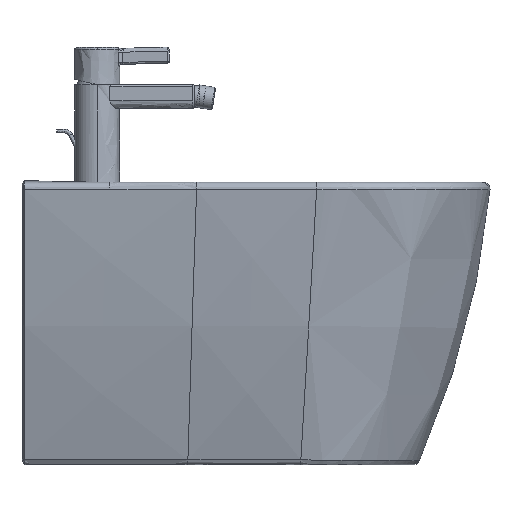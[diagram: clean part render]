
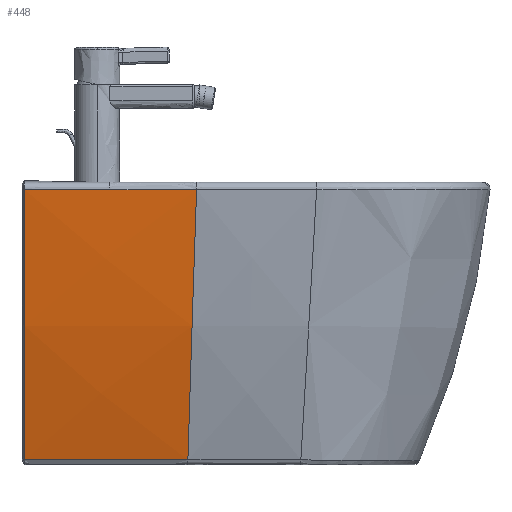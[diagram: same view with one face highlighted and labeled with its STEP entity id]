
A CAD part, left-side view. The second image highlights one B-rep face of the part: STEP entity #448.
In plain terms, the highlighted free-form (B-spline) face has degree [5, 4] with [9, 5] control points.
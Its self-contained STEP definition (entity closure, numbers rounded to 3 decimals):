
#448=ADVANCED_FACE('',(#1012),#8560,.T.);
#1012=FACE_OUTER_BOUND('',#1610,.T.);
#1610=EDGE_LOOP('',(#3722,#3723,#3724,#3725,#3726));
#3722=ORIENTED_EDGE('',*,*,#5640,.F.);
#3723=ORIENTED_EDGE('',*,*,#5528,.T.);
#3724=ORIENTED_EDGE('',*,*,#5641,.T.);
#3725=ORIENTED_EDGE('',*,*,#5642,.T.);
#3726=ORIENTED_EDGE('',*,*,#5643,.T.);
#5528=EDGE_CURVE('',#8170,#8169,#6559,.T.);
#5640=EDGE_CURVE('',#8170,#8172,#6648,.T.);
#5641=EDGE_CURVE('',#8169,#8212,#6649,.T.);
#5642=EDGE_CURVE('',#8212,#8213,#6650,.T.);
#5643=EDGE_CURVE('',#8213,#8172,#6651,.T.);
#6559=B_SPLINE_CURVE_WITH_KNOTS('',5,(#73249,#73250,#73251,#73252,#73253,
#73254,#73255,#73256,#73257,#73258,#73259,#73260,#73261,#73262,#73263,#73264,
#73265,#73266,#73267,#73268,#73269,#73270,#73271,#73272),.UNSPECIFIED.,
 .F.,.F.,(6,3,3,3,3,3,3,6),(102.859,109.599,145.99,
189.691,222.341,282.834,324.284,343.327),
 .UNSPECIFIED.);
#6648=B_SPLINE_CURVE_WITH_KNOTS('',3,(#74217,#74218,#74219,#74220,#74221,
#74222),.UNSPECIFIED.,.F.,.F.,(4,2,4),(111.117,310.842,
510.568),.UNSPECIFIED.);
#6649=B_SPLINE_CURVE_WITH_KNOTS('',4,(#74223,#74224,#74225,#74226,#74227),
 .UNSPECIFIED.,.F.,.F.,(5,5),(5.307,288.213),
 .UNSPECIFIED.);
#6650=B_SPLINE_CURVE_WITH_KNOTS('',3,(#74228,#74229,#74230,#74231),
 .UNSPECIFIED.,.F.,.F.,(4,4),(115.899,242.668),
 .UNSPECIFIED.);
#6651=B_SPLINE_CURVE_WITH_KNOTS('',5,(#74232,#74233,#74234,#74235,#74236,
#74237,#74238,#74239,#74240,#74241,#74242,#74243,#74244,#74245,#74246),
 .UNSPECIFIED.,.F.,.F.,(6,3,3,3,6),(-171.6,-161.716,-141.046,
-110.491,-49.983),.UNSPECIFIED.);
#8169=VERTEX_POINT('',#70228);
#8170=VERTEX_POINT('',#70229);
#8172=VERTEX_POINT('',#70231);
#8212=VERTEX_POINT('',#70271);
#8213=VERTEX_POINT('',#70272);
#8560=B_SPLINE_SURFACE_WITH_KNOTS('',5,4,((#29885,#29886,#29887,#29888,
#29889),(#29890,#29891,#29892,#29893,#29894),(#29895,#29896,#29897,#29898,
#29899),(#29900,#29901,#29902,#29903,#29904),(#29905,#29906,#29907,#29908,
#29909),(#29910,#29911,#29912,#29913,#29914),(#29915,#29916,#29917,#29918,
#29919),(#29920,#29921,#29922,#29923,#29924),(#29925,#29926,#29927,#29928,
#29929)),.UNSPECIFIED.,.F.,.F.,.F.,(6,3,6),(5,5),(0.,92.732,184.591),
(0.,295.867),.UNSPECIFIED.);
#29885=CARTESIAN_POINT('',(-130.313,250.019,-145.83));
#29886=CARTESIAN_POINT('',(-151.418,250.019,-74.942));
#29887=CARTESIAN_POINT('',(-167.863,250.019,-2.666));
#29888=CARTESIAN_POINT('',(-179.509,250.019,70.529));
#29889=CARTESIAN_POINT('',(-186.313,250.019,144.17));
#29890=CARTESIAN_POINT('',(-130.313,232.628,-145.83));
#29891=CARTESIAN_POINT('',(-151.347,231.951,-74.941));
#29892=CARTESIAN_POINT('',(-167.714,231.38,-2.665));
#29893=CARTESIAN_POINT('',(-179.279,230.917,70.529));
#29894=CARTESIAN_POINT('',(-186.001,230.567,144.17));
#29895=CARTESIAN_POINT('',(-130.313,215.246,-145.83));
#29896=CARTESIAN_POINT('',(-151.268,213.886,-74.941));
#29897=CARTESIAN_POINT('',(-167.557,212.737,-2.665));
#29898=CARTESIAN_POINT('',(-179.043,211.811,70.529));
#29899=CARTESIAN_POINT('',(-185.688,211.109,144.17));
#29900=CARTESIAN_POINT('',(-130.313,197.746,-145.83));
#29901=CARTESIAN_POINT('',(-151.184,195.817,-74.941));
#29902=CARTESIAN_POINT('',(-167.392,194.179,-2.665));
#29903=CARTESIAN_POINT('',(-178.803,192.844,70.529));
#29904=CARTESIAN_POINT('',(-185.378,191.819,144.17));
#29905=CARTESIAN_POINT('',(-130.313,162.129,-145.83));
#29906=CARTESIAN_POINT('',(-151.028,159.431,-74.936));
#29907=CARTESIAN_POINT('',(-167.079,157.086,-2.659));
#29908=CARTESIAN_POINT('',(-178.337,155.112,70.533));
#29909=CARTESIAN_POINT('',(-184.763,153.519,144.17));
#29910=CARTESIAN_POINT('',(-130.313,125.686,-145.83));
#29911=CARTESIAN_POINT('',(-150.889,122.931,-74.918));
#29912=CARTESIAN_POINT('',(-166.794,120.408,-2.636));
#29913=CARTESIAN_POINT('',(-177.898,118.137,70.551));
#29914=CARTESIAN_POINT('',(-184.162,116.13,144.17));
#29915=CARTESIAN_POINT('',(-130.313,107.129,-145.83));
#29916=CARTESIAN_POINT('',(-150.824,104.52,-74.906));
#29917=CARTESIAN_POINT('',(-166.657,102.038,-2.619));
#29918=CARTESIAN_POINT('',(-177.683,99.699,70.564));
#29919=CARTESIAN_POINT('',(-183.863,97.519,144.17));
#29920=CARTESIAN_POINT('',(-130.313,88.58,-145.83));
#29921=CARTESIAN_POINT('',(-150.751,86.215,-74.89));
#29922=CARTESIAN_POINT('',(-166.51,83.845,-2.599));
#29923=CARTESIAN_POINT('',(-177.462,81.486,70.579));
#29924=CARTESIAN_POINT('',(-183.568,79.153,144.17));
#29925=CARTESIAN_POINT('',(-130.313,70.019,-145.83));
#29926=CARTESIAN_POINT('',(-150.671,67.875,-74.874));
#29927=CARTESIAN_POINT('',(-166.355,65.601,-2.577));
#29928=CARTESIAN_POINT('',(-177.234,63.21,70.595));
#29929=CARTESIAN_POINT('',(-183.272,60.72,144.17));
#70228=CARTESIAN_POINT('',(-131.765,69.865,-140.737));
#70229=CARTESIAN_POINT('',(-131.798,237.319,-140.799));
#70231=CARTESIAN_POINT('',(-185.399,237.32,136.633));
#70271=CARTESIAN_POINT('',(-182.627,60.977,136.558));
#70272=CARTESIAN_POINT('',(-184.017,149.91,136.525));
#73249=CARTESIAN_POINT('',(-131.798,237.319,-140.799));
#73250=CARTESIAN_POINT('',(-131.798,236.422,-140.799));
#73251=CARTESIAN_POINT('',(-131.797,235.516,-140.799));
#73252=CARTESIAN_POINT('',(-131.797,234.6,-140.798));
#73253=CARTESIAN_POINT('',(-131.796,228.687,-140.796));
#73254=CARTESIAN_POINT('',(-131.795,222.77,-140.794));
#73255=CARTESIAN_POINT('',(-131.794,217.774,-140.792));
#73256=CARTESIAN_POINT('',(-131.792,206.767,-140.787));
#73257=CARTESIAN_POINT('',(-131.789,195.72,-140.783));
#73258=CARTESIAN_POINT('',(-131.788,189.676,-140.78));
#73259=CARTESIAN_POINT('',(-131.786,179.082,-140.776));
#73260=CARTESIAN_POINT('',(-131.784,168.442,-140.772));
#73261=CARTESIAN_POINT('',(-131.783,163.837,-140.771));
#73262=CARTESIAN_POINT('',(-131.78,150.817,-140.766));
#73263=CARTESIAN_POINT('',(-131.778,137.736,-140.761));
#73264=CARTESIAN_POINT('',(-131.776,129.184,-140.758));
#73265=CARTESIAN_POINT('',(-131.774,114.722,-140.753));
#73266=CARTESIAN_POINT('',(-131.771,100.227,-140.748));
#73267=CARTESIAN_POINT('',(-131.77,94.335,-140.746));
#73268=CARTESIAN_POINT('',(-131.768,85.744,-140.743));
#73269=CARTESIAN_POINT('',(-131.767,77.15,-140.739));
#73270=CARTESIAN_POINT('',(-131.766,74.663,-140.738));
#73271=CARTESIAN_POINT('',(-131.765,72.271,-140.738));
#73272=CARTESIAN_POINT('',(-131.765,69.865,-140.737));
#74217=CARTESIAN_POINT('',(-131.798,237.319,-140.799));
#74218=CARTESIAN_POINT('',(-145.066,237.319,-95.541));
#74219=CARTESIAN_POINT('',(-156.198,237.321,-49.656));
#74220=CARTESIAN_POINT('',(-174.092,237.321,42.958));
#74221=CARTESIAN_POINT('',(-180.853,237.32,89.688));
#74222=CARTESIAN_POINT('',(-185.399,237.32,136.633));
#74223=CARTESIAN_POINT('',(-131.765,69.865,-140.737));
#74224=CARTESIAN_POINT('',(-150.99,67.808,-72.82));
#74225=CARTESIAN_POINT('',(-165.938,65.633,-3.694));
#74226=CARTESIAN_POINT('',(-176.495,63.351,66.237));
#74227=CARTESIAN_POINT('',(-182.627,60.977,136.558));
#74228=CARTESIAN_POINT('',(-182.627,60.977,136.558));
#74229=CARTESIAN_POINT('',(-183.089,90.424,136.549));
#74230=CARTESIAN_POINT('',(-183.548,119.895,136.536));
#74231=CARTESIAN_POINT('',(-184.017,149.91,136.525));
#74232=CARTESIAN_POINT('',(-184.017,149.91,136.525));
#74233=CARTESIAN_POINT('',(-184.039,151.326,136.525));
#74234=CARTESIAN_POINT('',(-184.062,152.743,136.524));
#74235=CARTESIAN_POINT('',(-184.084,154.16,136.524));
#74236=CARTESIAN_POINT('',(-184.152,158.533,136.524));
#74237=CARTESIAN_POINT('',(-184.221,162.911,136.525));
#74238=CARTESIAN_POINT('',(-184.268,165.875,136.527));
#74239=CARTESIAN_POINT('',(-184.383,173.222,136.531));
#74240=CARTESIAN_POINT('',(-184.499,180.573,136.539));
#74241=CARTESIAN_POINT('',(-184.569,184.959,136.545));
#74242=CARTESIAN_POINT('',(-184.776,198.035,136.563));
#74243=CARTESIAN_POINT('',(-184.983,211.127,136.586));
#74244=CARTESIAN_POINT('',(-185.122,219.839,136.603));
#74245=CARTESIAN_POINT('',(-185.26,228.575,136.619));
#74246=CARTESIAN_POINT('',(-185.399,237.32,136.633));
